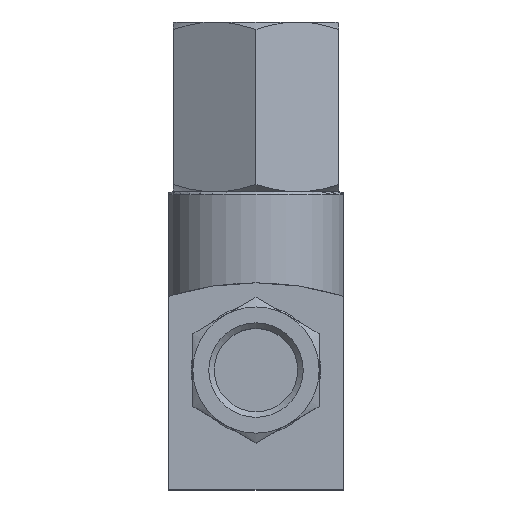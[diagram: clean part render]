
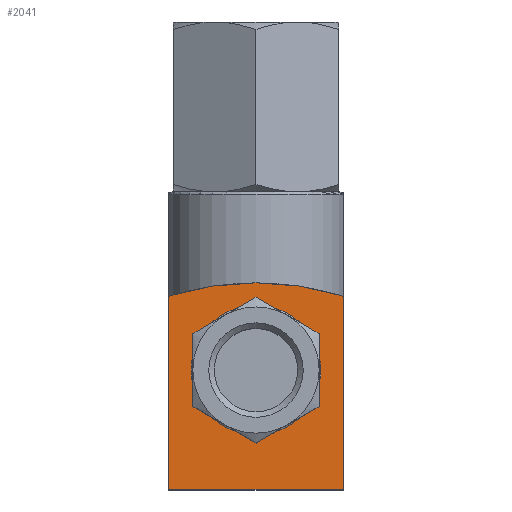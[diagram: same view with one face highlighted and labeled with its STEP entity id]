
A CAD part, top view. The second image highlights one B-rep face of the part: STEP entity #2041.
In plain terms, the highlighted planar face has unit normal (0, 0, 1).
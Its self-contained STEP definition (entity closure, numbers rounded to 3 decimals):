
#57=LINE('',#2855,#137);
#69=LINE('',#2880,#149);
#87=LINE('',#2995,#167);
#137=VECTOR('',#2328,1000.);
#149=VECTOR('',#2342,1000.);
#167=VECTOR('',#2406,1000.);
#208=PLANE('',#2164);
#254=CIRCLE('',#2118,6.5);
#255=CIRCLE('',#2120,6.5);
#256=CIRCLE('',#2122,6.5);
#257=CIRCLE('',#2124,6.5);
#258=CIRCLE('',#2126,6.5);
#259=CIRCLE('',#2128,6.5);
#275=CIRCLE('',#2152,0.3);
#277=CIRCLE('',#2156,0.3);
#279=CIRCLE('',#2160,30.);
#445=ORIENTED_EDGE('',*,*,#786,.T.);
#446=ORIENTED_EDGE('',*,*,#816,.T.);
#447=ORIENTED_EDGE('',*,*,#823,.T.);
#448=ORIENTED_EDGE('',*,*,#809,.T.);
#449=ORIENTED_EDGE('',*,*,#774,.T.);
#450=ORIENTED_EDGE('',*,*,#825,.T.);
#451=ORIENTED_EDGE('',*,*,#736,.T.);
#452=ORIENTED_EDGE('',*,*,#734,.T.);
#453=ORIENTED_EDGE('',*,*,#727,.T.);
#454=ORIENTED_EDGE('',*,*,#725,.T.);
#455=ORIENTED_EDGE('',*,*,#731,.T.);
#456=ORIENTED_EDGE('',*,*,#740,.T.);
#725=EDGE_CURVE('',#927,#928,#254,.T.);
#727=EDGE_CURVE('',#930,#927,#255,.T.);
#731=EDGE_CURVE('',#928,#932,#256,.T.);
#734=EDGE_CURVE('',#934,#930,#257,.T.);
#736=EDGE_CURVE('',#936,#934,#258,.T.);
#740=EDGE_CURVE('',#932,#936,#259,.T.);
#774=EDGE_CURVE('',#972,#971,#57,.T.);
#786=EDGE_CURVE('',#984,#983,#69,.T.);
#809=EDGE_CURVE('',#1001,#972,#275,.T.);
#816=EDGE_CURVE('',#983,#1005,#277,.T.);
#823=EDGE_CURVE('',#1005,#1001,#279,.T.);
#825=EDGE_CURVE('',#971,#984,#87,.T.);
#927=VERTEX_POINT('',#2668);
#928=VERTEX_POINT('',#2673);
#930=VERTEX_POINT('',#2682);
#932=VERTEX_POINT('',#2697);
#934=VERTEX_POINT('',#2705);
#936=VERTEX_POINT('',#2718);
#971=VERTEX_POINT('',#2854);
#972=VERTEX_POINT('',#2856);
#983=VERTEX_POINT('',#2879);
#984=VERTEX_POINT('',#2881);
#1001=VERTEX_POINT('',#2945);
#1005=VERTEX_POINT('',#2963);
#1151=EDGE_LOOP('',(#445,#446,#447,#448,#449,#450));
#1152=EDGE_LOOP('',(#451,#452,#453,#454,#455,#456));
#1271=FACE_BOUND('',#1151,.T.);
#1272=FACE_BOUND('',#1152,.T.);
#2041=ADVANCED_FACE('',(#1271,#1272),#208,.T.);
#2118=AXIS2_PLACEMENT_3D('',#2674,#2275,#2276);
#2120=AXIS2_PLACEMENT_3D('',#2681,#2279,#2280);
#2122=AXIS2_PLACEMENT_3D('',#2698,#2283,#2284);
#2124=AXIS2_PLACEMENT_3D('',#2710,#2287,#2288);
#2126=AXIS2_PLACEMENT_3D('',#2717,#2291,#2292);
#2128=AXIS2_PLACEMENT_3D('',#2733,#2295,#2296);
#2152=AXIS2_PLACEMENT_3D('',#2944,#2381,#2382);
#2156=AXIS2_PLACEMENT_3D('',#2964,#2392,#2393);
#2160=AXIS2_PLACEMENT_3D('',#2992,#2401,#2402);
#2164=AXIS2_PLACEMENT_3D('',#3015,#2411,#2412);
#2275=DIRECTION('',(0.,0.,-1.));
#2276=DIRECTION('',(-1.,0.,0.));
#2279=DIRECTION('',(0.,0.,-1.));
#2280=DIRECTION('',(-1.,0.,0.));
#2283=DIRECTION('',(0.,0.,-1.));
#2284=DIRECTION('',(-1.,0.,0.));
#2287=DIRECTION('',(0.,0.,-1.));
#2288=DIRECTION('',(-1.,0.,0.));
#2291=DIRECTION('',(0.,0.,-1.));
#2292=DIRECTION('',(-1.,0.,0.));
#2295=DIRECTION('',(0.,0.,-1.));
#2296=DIRECTION('',(-1.,0.,0.));
#2328=DIRECTION('',(0.,-1.,0.));
#2342=DIRECTION('',(0.,1.,0.));
#2381=DIRECTION('',(0.,0.,1.));
#2382=DIRECTION('',(1.,0.,0.));
#2392=DIRECTION('',(0.,0.,1.));
#2393=DIRECTION('',(1.,0.,0.));
#2401=DIRECTION('',(0.,0.,1.));
#2402=DIRECTION('',(1.,0.,0.));
#2406=DIRECTION('',(1.,0.,0.));
#2411=DIRECTION('',(0.,0.,1.));
#2412=DIRECTION('',(1.,0.,0.));
#2668=CARTESIAN_POINT('',(6.5,12.25,25.6));
#2673=CARTESIAN_POINT('',(3.25,6.621,25.6));
#2674=CARTESIAN_POINT('',(0.,12.25,25.6));
#2681=CARTESIAN_POINT('',(0.,12.25,25.6));
#2682=CARTESIAN_POINT('',(3.25,17.879,25.6));
#2697=CARTESIAN_POINT('',(-3.25,6.621,25.6));
#2698=CARTESIAN_POINT('',(0.,12.25,25.6));
#2705=CARTESIAN_POINT('',(-3.25,17.879,25.6));
#2710=CARTESIAN_POINT('',(0.,12.25,25.6));
#2717=CARTESIAN_POINT('',(0.,12.25,25.6));
#2718=CARTESIAN_POINT('',(-6.5,12.25,25.6));
#2733=CARTESIAN_POINT('',(0.,12.25,25.6));
#2854=CARTESIAN_POINT('',(-9.,0.,25.6));
#2855=CARTESIAN_POINT('',(-9.,19.647,25.6));
#2856=CARTESIAN_POINT('',(-9.,19.647,25.6));
#2879=CARTESIAN_POINT('',(9.,19.647,25.6));
#2880=CARTESIAN_POINT('',(9.,0.,25.6));
#2881=CARTESIAN_POINT('',(9.,0.,25.6));
#2944=CARTESIAN_POINT('',(-8.7,19.647,25.6));
#2945=CARTESIAN_POINT('',(-8.788,19.934,25.6));
#2963=CARTESIAN_POINT('',(8.788,19.934,25.6));
#2964=CARTESIAN_POINT('',(8.7,19.647,25.6));
#2992=CARTESIAN_POINT('',(0.,-8.75,25.6));
#2995=CARTESIAN_POINT('',(-9.,0.,25.6));
#3015=CARTESIAN_POINT('',(-8.7,19.647,25.6));
